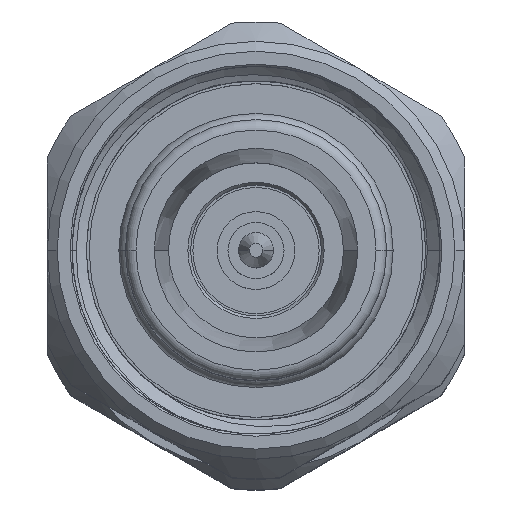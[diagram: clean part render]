
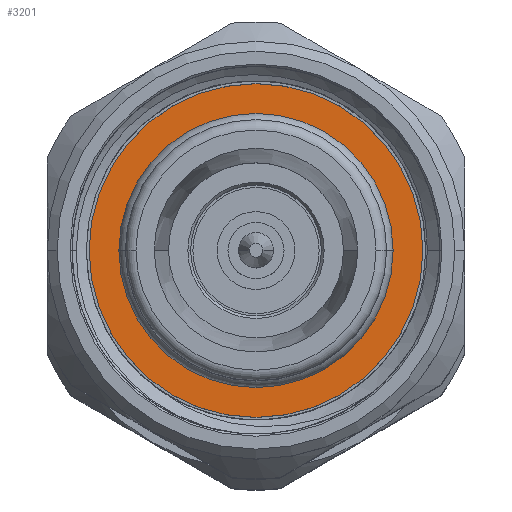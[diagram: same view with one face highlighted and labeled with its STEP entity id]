
A CAD part, top view. The second image highlights one B-rep face of the part: STEP entity #3201.
In plain terms, the highlighted face is planar.
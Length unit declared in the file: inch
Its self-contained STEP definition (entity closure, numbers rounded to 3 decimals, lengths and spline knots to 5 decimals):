
#108 = ORIENTED_EDGE ( 'NONE', *, *, #5044, .T. ) ;
#361 = DIRECTION ( 'NONE',  ( -1., 0., 0. ) ) ;
#380 = CIRCLE ( 'NONE', #689, 0.25162 ) ;
#561 = VERTEX_POINT ( 'NONE', #1856 ) ;
#654 = AXIS2_PLACEMENT_3D ( 'NONE', #1541, #361, #3543 ) ;
#689 = AXIS2_PLACEMENT_3D ( 'NONE', #1470, #1095, #3461 ) ;
#788 = AXIS2_PLACEMENT_3D ( 'NONE', #1272, #881, #1659 ) ;
#871 = CIRCLE ( 'NONE', #788, 0.25162 ) ;
#881 = DIRECTION ( 'NONE',  ( -1., 0., 0. ) ) ;
#1029 = CARTESIAN_POINT ( 'NONE',  ( 0.32457, 0., -0.25162 ) ) ;
#1095 = DIRECTION ( 'NONE',  ( -1., 0., 0. ) ) ;
#1253 = DIRECTION ( 'NONE',  ( 1., 0., 0. ) ) ;
#1272 = CARTESIAN_POINT ( 'NONE',  ( 0.32457, 0., 0. ) ) ;
#1470 = CARTESIAN_POINT ( 'NONE',  ( 0.32457, 0., 0. ) ) ;
#1541 = CARTESIAN_POINT ( 'NONE',  ( 0.32457, 0., 0. ) ) ;
#1596 = CARTESIAN_POINT ( 'NONE',  ( 0.32457, 0., -0.1889 ) ) ;
#1659 = DIRECTION ( 'NONE',  ( 0., 0., 1. ) ) ;
#1661 = DIRECTION ( 'NONE',  ( 0., 0., -1. ) ) ;
#1800 = CIRCLE ( 'NONE', #3891, 0.1889 ) ;
#1850 = EDGE_CURVE ( 'NONE', #4850, #4350, #871, .T. ) ;
#1856 = CARTESIAN_POINT ( 'NONE',  ( 0.32457, 0., 0.1889 ) ) ;
#1863 = CIRCLE ( 'NONE', #654, 0.1889 ) ;
#1961 = PLANE ( 'NONE',  #3782 ) ;
#2028 = EDGE_LOOP ( 'NONE', ( #4746, #108 ) ) ;
#2140 = EDGE_LOOP ( 'NONE', ( #3906, #4056 ) ) ;
#2469 = CARTESIAN_POINT ( 'NONE',  ( 0.32457, 0., 0. ) ) ;
#2628 = FACE_OUTER_BOUND ( 'NONE', #2028, .T. ) ;
#2792 = DIRECTION ( 'NONE',  ( 0., 0., 1. ) ) ;
#2840 = CARTESIAN_POINT ( 'NONE',  ( 0.32457, 0.25162, 0. ) ) ;
#3201 = ADVANCED_FACE ( 'NONE', ( #3489, #2628 ), #1961, .F. ) ;
#3461 = DIRECTION ( 'NONE',  ( 0., 0., 1. ) ) ;
#3489 = FACE_BOUND ( 'NONE', #2140, .T. ) ;
#3543 = DIRECTION ( 'NONE',  ( 0., 0., 1. ) ) ;
#3782 = AXIS2_PLACEMENT_3D ( 'NONE', #2840, #1253, #1661 ) ;
#3891 = AXIS2_PLACEMENT_3D ( 'NONE', #2469, #5184, #2792 ) ;
#3906 = ORIENTED_EDGE ( 'NONE', *, *, #4613, .F. ) ;
#4056 = ORIENTED_EDGE ( 'NONE', *, *, #5125, .F. ) ;
#4145 = CARTESIAN_POINT ( 'NONE',  ( 0.32457, 0., 0.25162 ) ) ;
#4350 = VERTEX_POINT ( 'NONE', #1029 ) ;
#4472 = VERTEX_POINT ( 'NONE', #1596 ) ;
#4613 = EDGE_CURVE ( 'NONE', #561, #4472, #1800, .T. ) ;
#4746 = ORIENTED_EDGE ( 'NONE', *, *, #1850, .T. ) ;
#4850 = VERTEX_POINT ( 'NONE', #4145 ) ;
#5044 = EDGE_CURVE ( 'NONE', #4350, #4850, #380, .T. ) ;
#5125 = EDGE_CURVE ( 'NONE', #4472, #561, #1863, .T. ) ;
#5184 = DIRECTION ( 'NONE',  ( -1., 0., 0. ) ) ;
